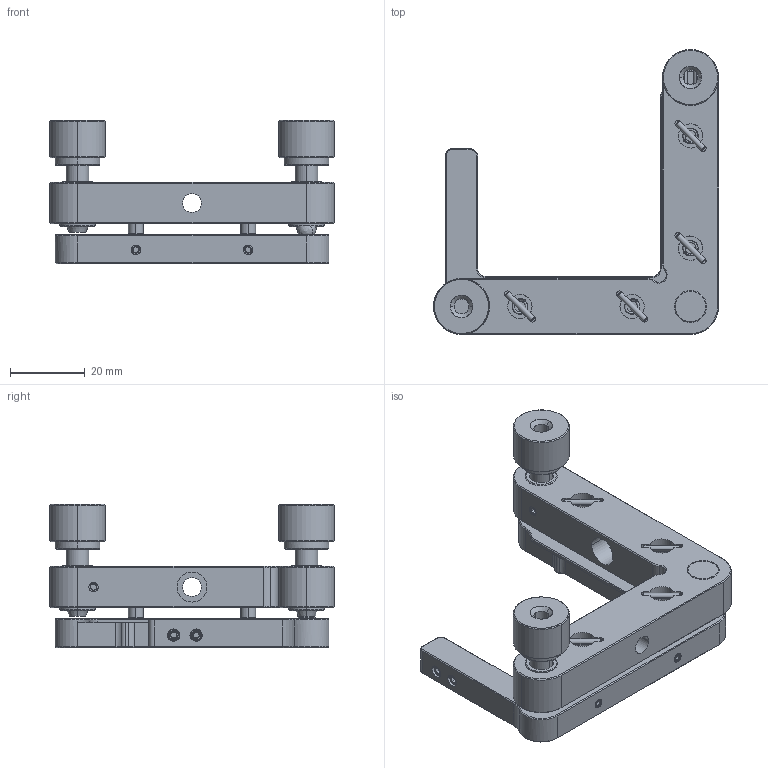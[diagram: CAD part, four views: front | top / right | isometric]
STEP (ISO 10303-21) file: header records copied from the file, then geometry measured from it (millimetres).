
FILE_DESCRIPTION (( 'STEP AP203' ), '1' );
FILE_NAME ('523352.STEP', '2021-05-18T01:15:02', ( '' ), ( '' ), 'SwSTEP 2.0', 'SolidWorks 2020', '' );
FILE_SCHEMA (( 'CONFIG_CONTROL_DESIGN' ));
Products named in the file (1): 523352
Bounding box: 76.2 x 76.2 x 38.3 mm (x, y, z)
Surface area: 19555.2 mm2 (no closed solid volume)
Topology: 0 solids, 44 shells, 423 faces, 1150 edges, 761 vertices
Faces by surface type: plane 157, cone 125, cylinder 119, bspline 22
Entity records: 62510 total; most frequent: CARTESIAN_POINT 52141, ORIENTED_EDGE 2077, DIRECTION 2038, EDGE_CURVE 1142, VERTEX_POINT 761, AXIS2_PLACEMENT_3D 759, LINE 520, VECTOR 520
